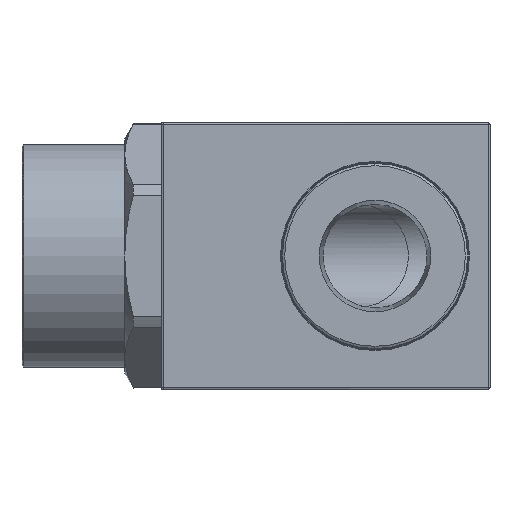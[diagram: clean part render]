
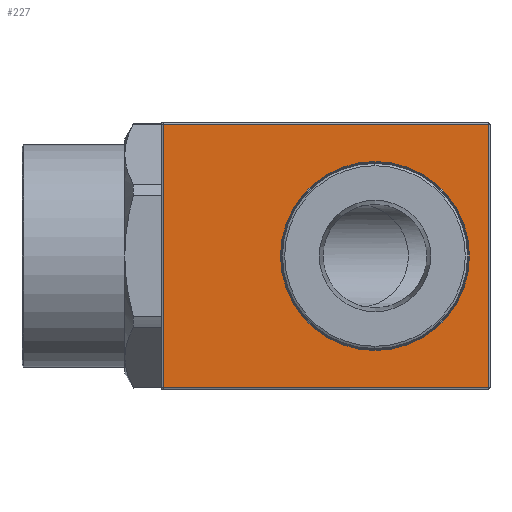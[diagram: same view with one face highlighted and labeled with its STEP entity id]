
A CAD part, front view. The second image highlights one B-rep face of the part: STEP entity #227.
In plain terms, the highlighted planar face has unit normal (0, -1, 0).
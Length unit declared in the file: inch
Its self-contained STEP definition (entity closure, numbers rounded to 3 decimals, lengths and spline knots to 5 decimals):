
#113 = ORIENTED_EDGE ( 'NONE', *, *, #127, .T. ) ;
#114 = EDGE_LOOP ( 'NONE', ( #113, #120, #132, #141 ) ) ;
#119 = ORIENTED_EDGE ( 'NONE', *, *, #581, .F. ) ;
#120 = ORIENTED_EDGE ( 'NONE', *, *, #128, .T. ) ;
#122 = ORIENTED_EDGE ( 'NONE', *, *, #124, .F. ) ;
#124 = EDGE_CURVE ( 'NONE', #582, #565, #1593, .T. ) ;
#126 = VERTEX_POINT ( 'NONE', #1583 ) ;
#127 = EDGE_CURVE ( 'NONE', #126, #155, #1582, .T. ) ;
#128 = EDGE_CURVE ( 'NONE', #155, #129, #1578, .T. ) ;
#129 = VERTEX_POINT ( 'NONE', #1574 ) ;
#132 = ORIENTED_EDGE ( 'NONE', *, *, #135, .T. ) ;
#135 = EDGE_CURVE ( 'NONE', #129, #143, #1572, .T. ) ;
#140 = EDGE_CURVE ( 'NONE', #143, #126, #1614, .T. ) ;
#141 = ORIENTED_EDGE ( 'NONE', *, *, #140, .T. ) ;
#143 = VERTEX_POINT ( 'NONE', #1610 ) ;
#155 = VERTEX_POINT ( 'NONE', #1631 ) ;
#227 = ADVANCED_FACE ( 'NONE', ( #1762, #1761 ), #1760, .T. ) ;
#340 = EDGE_LOOP ( 'NONE', ( #122, #119 ) ) ;
#565 = VERTEX_POINT ( 'NONE', #2396 ) ;
#581 = EDGE_CURVE ( 'NONE', #565, #582, #2426, .T. ) ;
#582 = VERTEX_POINT ( 'NONE', #2421 ) ;
#1569 = DIRECTION ( 'NONE',  ( 1., 0., 0. ) ) ;
#1570 = VECTOR ( 'NONE', #1569, 39.37008 ) ;
#1571 = CARTESIAN_POINT ( 'NONE',  ( 1.501, -0.785, -0.775 ) ) ;
#1572 = LINE ( 'NONE', #1571, #1570 ) ;
#1574 = CARTESIAN_POINT ( 'NONE',  ( -0.4199, -0.785, -0.775 ) ) ;
#1575 = DIRECTION ( 'NONE',  ( 0., 0., -1. ) ) ;
#1576 = VECTOR ( 'NONE', #1575, 39.37008 ) ;
#1577 = CARTESIAN_POINT ( 'NONE',  ( -0.4199, -0.785, -0.785 ) ) ;
#1578 = LINE ( 'NONE', #1577, #1576 ) ;
#1579 = DIRECTION ( 'NONE',  ( -1., 0., 0. ) ) ;
#1580 = VECTOR ( 'NONE', #1579, 39.37008 ) ;
#1581 = CARTESIAN_POINT ( 'NONE',  ( -0.4299, -0.785, 0.775 ) ) ;
#1582 = LINE ( 'NONE', #1581, #1580 ) ;
#1583 = CARTESIAN_POINT ( 'NONE',  ( 1.491, -0.785, 0.775 ) ) ;
#1589 = DIRECTION ( 'NONE',  ( 0., 0., -1. ) ) ;
#1590 = DIRECTION ( 'NONE',  ( 0., -1., 0. ) ) ;
#1591 = CARTESIAN_POINT ( 'NONE',  ( 0.82515, -0.785, 0. ) ) ;
#1592 = AXIS2_PLACEMENT_3D ( 'NONE', #1591, #1590, #1589 ) ;
#1593 = CIRCLE ( 'NONE', #1592, 0.555 ) ;
#1610 = CARTESIAN_POINT ( 'NONE',  ( 1.491, -0.785, -0.775 ) ) ;
#1611 = DIRECTION ( 'NONE',  ( 0., 0., 1. ) ) ;
#1612 = VECTOR ( 'NONE', #1611, 39.37008 ) ;
#1613 = CARTESIAN_POINT ( 'NONE',  ( 1.491, -0.785, -3.27363 ) ) ;
#1614 = LINE ( 'NONE', #1613, #1612 ) ;
#1631 = CARTESIAN_POINT ( 'NONE',  ( -0.4199, -0.785, 0.775 ) ) ;
#1756 = DIRECTION ( 'NONE',  ( 1., 0., 0. ) ) ;
#1757 = DIRECTION ( 'NONE',  ( 0., -1., 0. ) ) ;
#1758 = CARTESIAN_POINT ( 'NONE',  ( 1.501, -0.785, -3.27363 ) ) ;
#1759 = AXIS2_PLACEMENT_3D ( 'NONE', #1758, #1757, #1756 ) ;
#1760 = PLANE ( 'NONE',  #1759 ) ;
#1761 = FACE_OUTER_BOUND ( 'NONE', #114, .T. ) ;
#1762 = FACE_BOUND ( 'NONE', #340, .T. ) ;
#2396 = CARTESIAN_POINT ( 'NONE',  ( 0.82515, -0.785, -0.555 ) ) ;
#2421 = CARTESIAN_POINT ( 'NONE',  ( 0.82515, -0.785, 0.555 ) ) ;
#2422 = DIRECTION ( 'NONE',  ( 0., 0., -1. ) ) ;
#2423 = DIRECTION ( 'NONE',  ( 0., -1., 0. ) ) ;
#2424 = CARTESIAN_POINT ( 'NONE',  ( 0.82515, -0.785, 0. ) ) ;
#2425 = AXIS2_PLACEMENT_3D ( 'NONE', #2424, #2423, #2422 ) ;
#2426 = CIRCLE ( 'NONE', #2425, 0.555 ) ;
